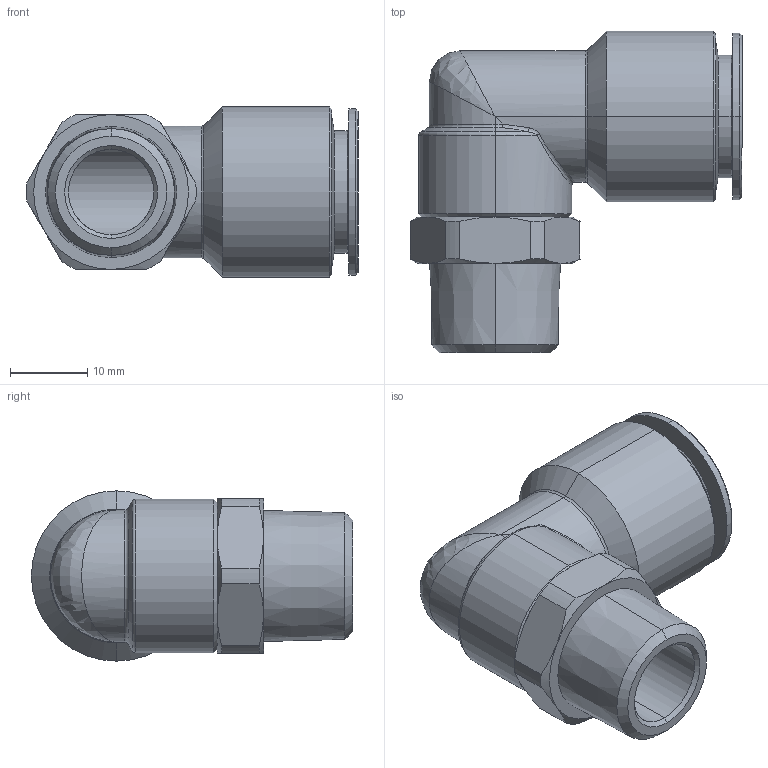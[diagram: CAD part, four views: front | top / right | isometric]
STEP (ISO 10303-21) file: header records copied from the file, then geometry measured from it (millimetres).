
FILE_DESCRIPTION(( 'MA.15.14.38.STEP' ), '1');
FILE_NAME( 'MA.15.14.38.STEP', '2018-10-01T11:45:22',( 'Sopra'),('sopra-pneumatic.com'), 'SwSTEP 2.0','SolidWorks 2009','' );
FILE_SCHEMA (( 'CONFIG_CONTROL_DESIGN' ));
Length unit declared in the file: millimetre
Products named in the file (1): A0050073
Bounding box: 42.89 x 41.5 x 22 mm (x, y, z)
Volume: 10253.5 mm3; surface area: 7004 mm2
Topology: 1 solids, 1 shells, 89 faces, 203 edges, 117 vertices
Faces by surface type: cone 37, cylinder 25, plane 13, torus 8, bspline 6
Entity records: 4205 total; most frequent: CARTESIAN_POINT 2196, DIRECTION 420, ORIENTED_EDGE 396, EDGE_CURVE 198, AXIS2_PLACEMENT_3D 183, VERTEX_POINT 115, CIRCLE 99, EDGE_LOOP 95
